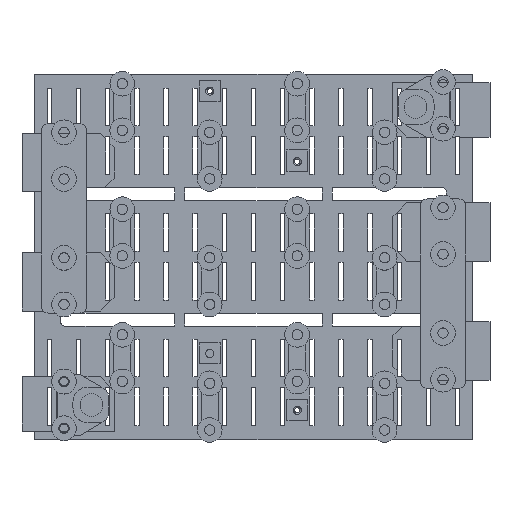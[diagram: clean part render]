
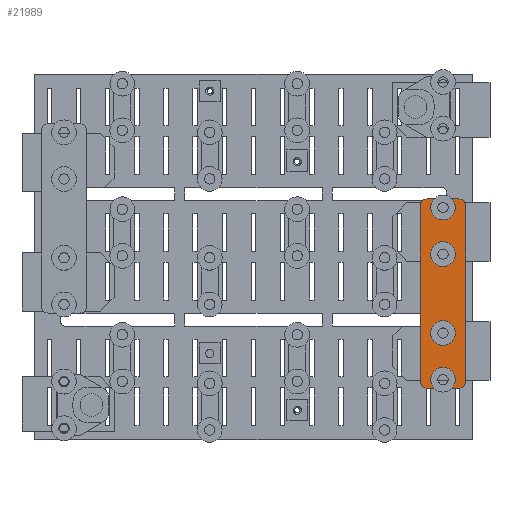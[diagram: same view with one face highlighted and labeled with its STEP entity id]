
A CAD part, top view. The second image highlights one B-rep face of the part: STEP entity #21989.
In plain terms, the highlighted planar face has unit normal (0, 0, 1).
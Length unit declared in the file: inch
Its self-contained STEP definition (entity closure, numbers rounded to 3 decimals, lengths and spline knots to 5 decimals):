
#21573=DIRECTION('',(0.,-1.,0.));
#21574=VECTOR('',#21573,2.56025);
#21575=CARTESIAN_POINT('',(0.,1.28013,0.125));
#21576=LINE('',#21575,#21574);
#21661=CARTESIAN_POINT('',(0.56,-1.28013,0.125));
#21662=DIRECTION('',(0.,0.,-1.));
#21663=DIRECTION('',(1.,0.,0.));
#21664=AXIS2_PLACEMENT_3D('',#21661,#21662,#21663);
#21666=DIRECTION('',(-1.,0.,0.));
#21667=VECTOR('',#21666,0.46);
#21668=CARTESIAN_POINT('',(0.56,-1.38013,0.125));
#21669=LINE('',#21668,#21667);
#21670=CARTESIAN_POINT('',(0.1,-1.28013,0.125));
#21671=DIRECTION('',(0.,0.,-1.));
#21672=DIRECTION('',(0.,-1.,0.));
#21673=AXIS2_PLACEMENT_3D('',#21670,#21671,#21672);
#21675=CARTESIAN_POINT('',(0.1,1.28013,0.125));
#21676=DIRECTION('',(0.,0.,-1.));
#21677=DIRECTION('',(-1.,0.,0.));
#21678=AXIS2_PLACEMENT_3D('',#21675,#21676,#21677);
#21680=CARTESIAN_POINT('',(0.56,1.28013,0.125));
#21681=DIRECTION('',(0.,0.,-1.));
#21682=DIRECTION('',(0.,1.,0.));
#21683=AXIS2_PLACEMENT_3D('',#21680,#21681,#21682);
#21685=CARTESIAN_POINT('',(0.33,-1.25513,0.125));
#21686=DIRECTION('',(0.,0.,1.));
#21687=DIRECTION('',(0.,1.,0.));
#21688=AXIS2_PLACEMENT_3D('',#21685,#21686,#21687);
#21690=CARTESIAN_POINT('',(0.33,-1.25513,0.125));
#21691=DIRECTION('',(0.,0.,1.));
#21692=DIRECTION('',(0.,-1.,0.));
#21693=AXIS2_PLACEMENT_3D('',#21690,#21691,#21692);
#21695=CARTESIAN_POINT('',(0.33,0.57513,0.125));
#21696=DIRECTION('',(0.,0.,1.));
#21697=DIRECTION('',(0.,1.,0.));
#21698=AXIS2_PLACEMENT_3D('',#21695,#21696,#21697);
#21700=CARTESIAN_POINT('',(0.33,0.57513,0.125));
#21701=DIRECTION('',(0.,0.,1.));
#21702=DIRECTION('',(0.,-1.,0.));
#21703=AXIS2_PLACEMENT_3D('',#21700,#21701,#21702);
#21705=CARTESIAN_POINT('',(0.33,1.25513,0.125));
#21706=DIRECTION('',(0.,0.,1.));
#21707=DIRECTION('',(0.,1.,0.));
#21708=AXIS2_PLACEMENT_3D('',#21705,#21706,#21707);
#21710=CARTESIAN_POINT('',(0.33,1.25513,0.125));
#21711=DIRECTION('',(0.,0.,1.));
#21712=DIRECTION('',(0.,-1.,0.));
#21713=AXIS2_PLACEMENT_3D('',#21710,#21711,#21712);
#21715=CARTESIAN_POINT('',(0.33,-0.57513,0.125));
#21716=DIRECTION('',(0.,0.,1.));
#21717=DIRECTION('',(0.,1.,0.));
#21718=AXIS2_PLACEMENT_3D('',#21715,#21716,#21717);
#21720=CARTESIAN_POINT('',(0.33,-0.57513,0.125));
#21721=DIRECTION('',(0.,0.,1.));
#21722=DIRECTION('',(0.,-1.,0.));
#21723=AXIS2_PLACEMENT_3D('',#21720,#21721,#21722);
#21745=DIRECTION('',(0.,1.,0.));
#21746=VECTOR('',#21745,2.56025);
#21747=CARTESIAN_POINT('',(0.66,-1.28013,0.125));
#21748=LINE('',#21747,#21746);
#21753=DIRECTION('',(-1.,0.,0.));
#21754=VECTOR('',#21753,0.46);
#21755=CARTESIAN_POINT('',(0.56,1.38013,0.125));
#21756=LINE('',#21755,#21754);
#21789=CARTESIAN_POINT('',(0.,1.28013,0.125));
#21791=VERTEX_POINT('',#21789);
#21793=CARTESIAN_POINT('',(0.,-1.28013,0.125));
#21794=VERTEX_POINT('',#21793);
#21799=CARTESIAN_POINT('',(0.1,1.38013,0.125));
#21800=VERTEX_POINT('',#21799);
#21827=CARTESIAN_POINT('',(0.33,-0.50038,0.125));
#21828=VERTEX_POINT('',#21827);
#21829=CARTESIAN_POINT('',(0.33,-0.64988,0.125));
#21830=VERTEX_POINT('',#21829);
#21831=CARTESIAN_POINT('',(0.66,-1.28013,0.125));
#21832=CARTESIAN_POINT('',(0.56,-1.38013,0.125));
#21833=VERTEX_POINT('',#21831);
#21834=VERTEX_POINT('',#21832);
#21835=CARTESIAN_POINT('',(0.1,-1.38013,0.125));
#21836=VERTEX_POINT('',#21835);
#21837=CARTESIAN_POINT('',(0.56,1.38013,0.125));
#21838=VERTEX_POINT('',#21837);
#21839=CARTESIAN_POINT('',(0.66,1.28013,0.125));
#21840=VERTEX_POINT('',#21839);
#21841=CARTESIAN_POINT('',(0.33,-1.18038,0.125));
#21842=CARTESIAN_POINT('',(0.33,-1.32988,0.125));
#21843=VERTEX_POINT('',#21841);
#21844=VERTEX_POINT('',#21842);
#21845=CARTESIAN_POINT('',(0.33,0.64988,0.125));
#21846=CARTESIAN_POINT('',(0.33,0.50038,0.125));
#21847=VERTEX_POINT('',#21845);
#21848=VERTEX_POINT('',#21846);
#21849=CARTESIAN_POINT('',(0.33,1.32988,0.125));
#21850=CARTESIAN_POINT('',(0.33,1.18038,0.125));
#21851=VERTEX_POINT('',#21849);
#21852=VERTEX_POINT('',#21850);
#21945=CARTESIAN_POINT('',(0.,1.38013,0.125));
#21946=DIRECTION('',(0.,0.,1.));
#21947=DIRECTION('',(0.,-1.,0.));
#21948=AXIS2_PLACEMENT_3D('',#21945,#21946,#21947);
#21949=PLANE('',#21948);
#21951=ORIENTED_EDGE('',*,*,#21950,.T.);
#21953=ORIENTED_EDGE('',*,*,#21952,.T.);
#21955=ORIENTED_EDGE('',*,*,#21954,.T.);
#21956=ORIENTED_EDGE('',*,*,#21860,.F.);
#21957=ORIENTED_EDGE('',*,*,#21878,.T.);
#21959=ORIENTED_EDGE('',*,*,#21958,.F.);
#21960=ORIENTED_EDGE('',*,*,#21935,.T.);
#21962=ORIENTED_EDGE('',*,*,#21961,.F.);
#21963=EDGE_LOOP('',(#21951,#21953,#21955,#21956,#21957,#21959,#21960,#21962));
#21964=FACE_OUTER_BOUND('',#21963,.F.);
#21966=ORIENTED_EDGE('',*,*,#21965,.T.);
#21968=ORIENTED_EDGE('',*,*,#21967,.T.);
#21969=EDGE_LOOP('',(#21966,#21968));
#21970=FACE_BOUND('',#21969,.F.);
#21972=ORIENTED_EDGE('',*,*,#21971,.T.);
#21974=ORIENTED_EDGE('',*,*,#21973,.T.);
#21975=EDGE_LOOP('',(#21972,#21974));
#21976=FACE_BOUND('',#21975,.F.);
#21978=ORIENTED_EDGE('',*,*,#21977,.T.);
#21980=ORIENTED_EDGE('',*,*,#21979,.T.);
#21981=EDGE_LOOP('',(#21978,#21980));
#21982=FACE_BOUND('',#21981,.F.);
#21984=ORIENTED_EDGE('',*,*,#21983,.T.);
#21986=ORIENTED_EDGE('',*,*,#21985,.T.);
#21987=EDGE_LOOP('',(#21984,#21986));
#21988=FACE_BOUND('',#21987,.F.);
#21989=ADVANCED_FACE('',(#21964,#21970,#21976,#21982,#21988),#21949,.T.);
#21665=CIRCLE('',#21664,0.1);
#21674=CIRCLE('',#21673,0.1);
#21679=CIRCLE('',#21678,0.1);
#21684=CIRCLE('',#21683,0.1);
#21689=CIRCLE('',#21688,0.07475);
#21694=CIRCLE('',#21693,0.07475);
#21699=CIRCLE('',#21698,0.07475);
#21704=CIRCLE('',#21703,0.07475);
#21709=CIRCLE('',#21708,0.07475);
#21714=CIRCLE('',#21713,0.07475);
#21719=CIRCLE('',#21718,0.07475);
#21724=CIRCLE('',#21723,0.07475);
#21860=EDGE_CURVE('',#21791,#21794,#21576,.T.);
#21878=EDGE_CURVE('',#21791,#21800,#21679,.T.);
#21935=EDGE_CURVE('',#21838,#21840,#21684,.T.);
#21950=EDGE_CURVE('',#21833,#21834,#21665,.T.);
#21952=EDGE_CURVE('',#21834,#21836,#21669,.T.);
#21954=EDGE_CURVE('',#21836,#21794,#21674,.T.);
#21958=EDGE_CURVE('',#21838,#21800,#21756,.T.);
#21961=EDGE_CURVE('',#21833,#21840,#21748,.T.);
#21965=EDGE_CURVE('',#21843,#21844,#21689,.T.);
#21967=EDGE_CURVE('',#21844,#21843,#21694,.T.);
#21971=EDGE_CURVE('',#21847,#21848,#21699,.T.);
#21973=EDGE_CURVE('',#21848,#21847,#21704,.T.);
#21977=EDGE_CURVE('',#21851,#21852,#21709,.T.);
#21979=EDGE_CURVE('',#21852,#21851,#21714,.T.);
#21983=EDGE_CURVE('',#21828,#21830,#21719,.T.);
#21985=EDGE_CURVE('',#21830,#21828,#21724,.T.);
